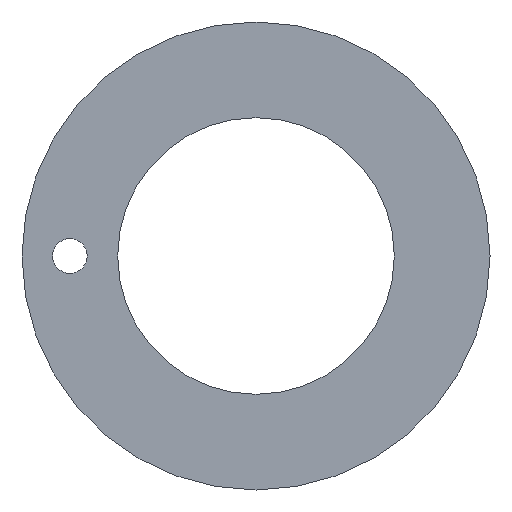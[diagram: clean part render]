
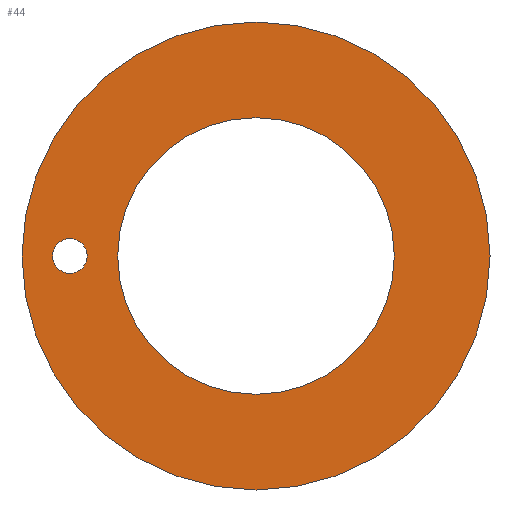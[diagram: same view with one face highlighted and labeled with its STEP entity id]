
A CAD part, left-side view. The second image highlights one B-rep face of the part: STEP entity #44.
In plain terms, the highlighted planar face has unit normal (-1, 0, 0).
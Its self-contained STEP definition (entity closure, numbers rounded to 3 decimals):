
#44=ADVANCED_FACE('',(#83,#84,#85),#86,.T.);
#83=FACE_BOUND('',#118,.T.);
#84=FACE_BOUND('',#119,.T.);
#85=FACE_OUTER_BOUND('',#120,.T.);
#86=PLANE('',#121);
#118=EDGE_LOOP('',(#177,#178));
#119=EDGE_LOOP('',(#179,#180));
#120=EDGE_LOOP('',(#181,#182));
#121=AXIS2_PLACEMENT_3D('',#183,#184,#185);
#177=ORIENTED_EDGE('',*,*,#212,.T.);
#178=ORIENTED_EDGE('',*,*,#210,.T.);
#179=ORIENTED_EDGE('',*,*,#215,.T.);
#180=ORIENTED_EDGE('',*,*,#205,.T.);
#181=ORIENTED_EDGE('',*,*,#219,.T.);
#182=ORIENTED_EDGE('',*,*,#198,.T.);
#183=CARTESIAN_POINT('',(0.0,0.0,0.0));
#184=DIRECTION('',(-1.0,0.0,0.0));
#185=DIRECTION('',(0.0,0.0,1.0));
#198=EDGE_CURVE('',#226,#223,#227,.T.);
#205=EDGE_CURVE('',#233,#237,#239,.T.);
#210=EDGE_CURVE('',#242,#246,#248,.T.);
#212=EDGE_CURVE('',#246,#242,#250,.T.);
#215=EDGE_CURVE('',#237,#233,#253,.T.);
#219=EDGE_CURVE('',#223,#226,#257,.T.);
#223=VERTEX_POINT('',#261);
#226=VERTEX_POINT('',#265);
#227=CIRCLE('',#266,22.0);
#233=VERTEX_POINT('',#273);
#237=VERTEX_POINT('',#278);
#239=CIRCLE('',#281,13.0);
#242=VERTEX_POINT('',#284);
#246=VERTEX_POINT('',#289);
#248=CIRCLE('',#292,1.625);
#250=CIRCLE('',#294,1.625);
#253=CIRCLE('',#297,13.0);
#257=CIRCLE('',#301,22.0);
#261=CARTESIAN_POINT('',(0.0,0.0,-22.0));
#265=CARTESIAN_POINT('',(0.0,0.,22.0));
#266=AXIS2_PLACEMENT_3D('',#305,#306,#307);
#273=CARTESIAN_POINT('',(0.0,0.,-13.0));
#278=CARTESIAN_POINT('',(0.0,0.,13.0));
#281=AXIS2_PLACEMENT_3D('',#317,#318,#319);
#284=CARTESIAN_POINT('',(0.0,17.5,-1.625));
#289=CARTESIAN_POINT('',(0.0,17.5,1.625));
#292=AXIS2_PLACEMENT_3D('',#325,#326,#327);
#294=AXIS2_PLACEMENT_3D('',#328,#329,#330);
#297=AXIS2_PLACEMENT_3D('',#334,#335,#336);
#301=AXIS2_PLACEMENT_3D('',#343,#344,#345);
#305=CARTESIAN_POINT('',(0.0,0.0,0.0));
#306=DIRECTION('',(-1.0,0.0,0.0));
#307=DIRECTION('',(0.0,0.0,-1.0));
#317=CARTESIAN_POINT('',(0.0,0.0,0.0));
#318=DIRECTION('',(1.0,0.0,0.0));
#319=DIRECTION('',(0.0,0.0,-1.0));
#325=CARTESIAN_POINT('',(0.0,17.5,0.0));
#326=DIRECTION('',(1.0,0.0,0.0));
#327=DIRECTION('',(0.0,0.0,-1.0));
#328=CARTESIAN_POINT('',(0.0,17.5,0.0));
#329=DIRECTION('',(1.0,0.0,0.0));
#330=DIRECTION('',(0.0,0.0,-1.0));
#334=CARTESIAN_POINT('',(0.0,0.0,0.0));
#335=DIRECTION('',(1.0,0.0,0.0));
#336=DIRECTION('',(0.0,0.0,-1.0));
#343=CARTESIAN_POINT('',(0.0,0.0,0.0));
#344=DIRECTION('',(-1.0,0.0,0.0));
#345=DIRECTION('',(0.0,0.0,-1.0));
